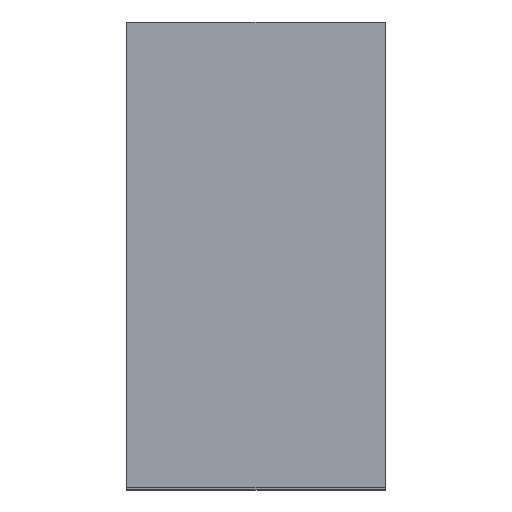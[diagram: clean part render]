
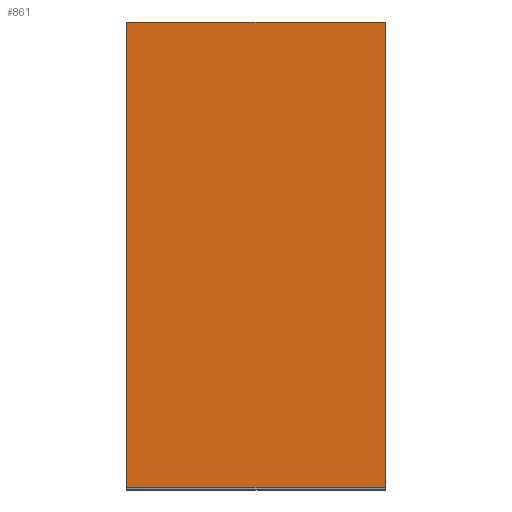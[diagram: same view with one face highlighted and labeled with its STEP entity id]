
A CAD part, top view. The second image highlights one B-rep face of the part: STEP entity #861.
In plain terms, the highlighted planar face has unit normal (0, 0, 1).
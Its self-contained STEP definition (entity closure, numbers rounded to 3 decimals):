
#6 = VECTOR ( 'NONE', #1080, 1000. ) ;
#8 = DIRECTION ( 'NONE',  ( -1., 0., 0. ) ) ;
#61 = VECTOR ( 'NONE', #1318, 1000. ) ;
#75 = LINE ( 'NONE', #359, #6 ) ;
#143 = CARTESIAN_POINT ( 'NONE',  ( 12.5, -22.5, 75. ) ) ;
#179 = LINE ( 'NONE', #1138, #923 ) ;
#217 = EDGE_CURVE ( 'NONE', #561, #224, #1291, .T. ) ;
#218 = ORIENTED_EDGE ( 'NONE', *, *, #1330, .F. ) ;
#224 = VERTEX_POINT ( 'NONE', #1239 ) ;
#239 = CARTESIAN_POINT ( 'NONE',  ( -12.5, 22.5, 75. ) ) ;
#320 = CARTESIAN_POINT ( 'NONE',  ( -12.5, 22.5, 75. ) ) ;
#359 = CARTESIAN_POINT ( 'NONE',  ( -12.5, -22.5, 75. ) ) ;
#463 = LINE ( 'NONE', #239, #834 ) ;
#550 = CARTESIAN_POINT ( 'NONE',  ( -12.5, 22.5, 75. ) ) ;
#561 = VERTEX_POINT ( 'NONE', #550 ) ;
#632 = CARTESIAN_POINT ( 'NONE',  ( 12.5, 22.5, 75. ) ) ;
#690 = ORIENTED_EDGE ( 'NONE', *, *, #217, .T. ) ;
#703 = DIRECTION ( 'NONE',  ( 0., 0., -1. ) ) ;
#713 = DIRECTION ( 'NONE',  ( 0., -1., 0. ) ) ;
#819 = PLANE ( 'NONE',  #979 ) ;
#834 = VECTOR ( 'NONE', #948, 1000. ) ;
#861 = ADVANCED_FACE ( 'NONE', ( #1109 ), #819, .F. ) ;
#920 = EDGE_CURVE ( 'NONE', #1182, #1088, #179, .T. ) ;
#923 = VECTOR ( 'NONE', #713, 1000. ) ;
#948 = DIRECTION ( 'NONE',  ( 1., 0., 0. ) ) ;
#979 = AXIS2_PLACEMENT_3D ( 'NONE', #320, #703, #8 ) ;
#1080 = DIRECTION ( 'NONE',  ( 1., 0., 0. ) ) ;
#1088 = VERTEX_POINT ( 'NONE', #143 ) ;
#1105 = CARTESIAN_POINT ( 'NONE',  ( -12.5, 22.5, 75. ) ) ;
#1109 = FACE_OUTER_BOUND ( 'NONE', #1328, .T. ) ;
#1138 = CARTESIAN_POINT ( 'NONE',  ( 12.5, 22.5, 75. ) ) ;
#1182 = VERTEX_POINT ( 'NONE', #632 ) ;
#1223 = EDGE_CURVE ( 'NONE', #224, #1088, #75, .T. ) ;
#1232 = ORIENTED_EDGE ( 'NONE', *, *, #920, .F. ) ;
#1236 = ORIENTED_EDGE ( 'NONE', *, *, #1223, .T. ) ;
#1239 = CARTESIAN_POINT ( 'NONE',  ( -12.5, -22.5, 75. ) ) ;
#1291 = LINE ( 'NONE', #1105, #61 ) ;
#1318 = DIRECTION ( 'NONE',  ( 0., -1., 0. ) ) ;
#1328 = EDGE_LOOP ( 'NONE', ( #1236, #1232, #218, #690 ) ) ;
#1330 = EDGE_CURVE ( 'NONE', #561, #1182, #463, .T. ) ;
